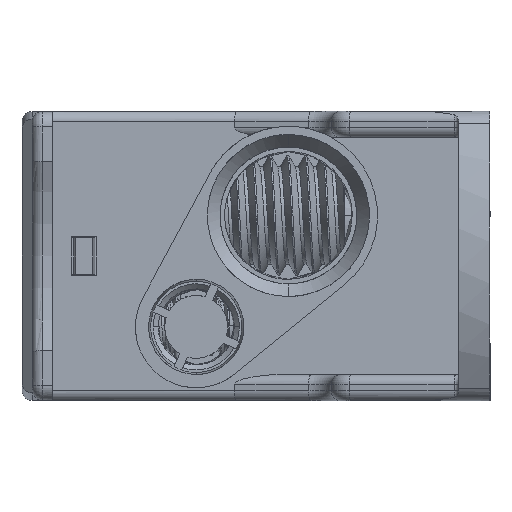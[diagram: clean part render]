
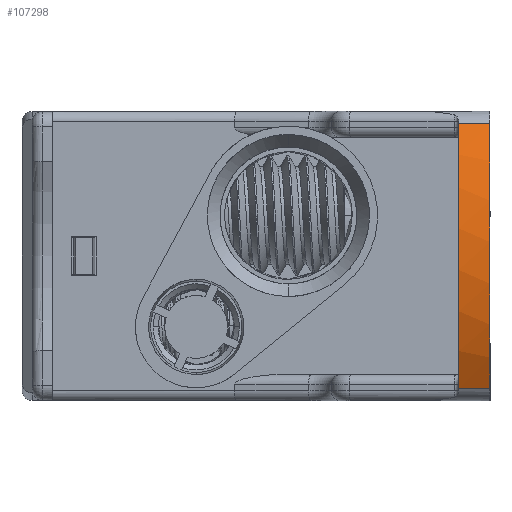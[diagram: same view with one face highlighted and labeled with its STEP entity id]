
A CAD part, left-side view. The second image highlights one B-rep face of the part: STEP entity #107298.
In plain terms, the highlighted cylindrical face has radius 25.65 mm (diameter 51.3 mm), a partial arc.
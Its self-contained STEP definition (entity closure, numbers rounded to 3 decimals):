
#8330 = CARTESIAN_POINT ( 'NONE',  ( -145.88, -25.538, -136.339 ) ) ;
#8695 = ORIENTED_EDGE ( 'NONE', *, *, #132796, .F. ) ;
#9361 = ORIENTED_EDGE ( 'NONE', *, *, #74672, .F. ) ;
#9902 = CARTESIAN_POINT ( 'NONE',  ( -146.395, -25.538, -135.319 ) ) ;
#19427 = FACE_OUTER_BOUND ( 'NONE', #59911, .T. ) ;
#19600 = CARTESIAN_POINT ( 'NONE',  ( -148.269, -25.538, -118.576 ) ) ;
#20219 = DIRECTION ( 'NONE',  ( 0., 0., 1. ) ) ;
#23879 = CARTESIAN_POINT ( 'NONE',  ( -145.296, -25.538, -111.176 ) ) ;
#25853 = CARTESIAN_POINT ( 'NONE',  ( -145.296, -28.638, -111.176 ) ) ;
#27420 = CARTESIAN_POINT ( 'NONE',  ( -145.296, -28.638, -137.324 ) ) ;
#29042 = B_SPLINE_CURVE_WITH_KNOTS ( 'NONE', 3,
 ( #68487, #8330, #9902, #107699, #156587, #130211, #69286, #143780, #129416, #80501, #93296, #155811, #19600, #118184, #46014, #57226, #33987, #106134 ),
 .UNSPECIFIED., .F., .F.,
 ( 4, 2, 2, 2, 2, 2, 2, 2, 4 ),
 ( 0., 0.125, 0.25, 0.375, 0.5, 0.625, 0.75, 0.875, 1. ),
 .UNSPECIFIED. ) ;
#31457 = DIRECTION ( 'NONE',  ( 0., 1., 0. ) ) ;
#33987 = CARTESIAN_POINT ( 'NONE',  ( -145.88, -25.538, -112.161 ) ) ;
#34329 = CARTESIAN_POINT ( 'NONE',  ( -145.296, -26.572, -111.176 ) ) ;
#39919 = CARTESIAN_POINT ( 'NONE',  ( -145.296, -28.638, -137.324 ) ) ;
#40694 = CARTESIAN_POINT ( 'NONE',  ( -148.574, -28.638, -128.811 ) ) ;
#43045 = B_SPLINE_CURVE_WITH_KNOTS ( 'NONE', 3,
 ( #23879, #34329, #60710, #83990 ),
 .UNSPECIFIED., .F., .F.,
 ( 4, 4 ),
 ( 0., 1. ),
 .UNSPECIFIED. ) ;
#46014 = CARTESIAN_POINT ( 'NONE',  ( -147.289, -25.538, -115.288 ) ) ;
#51573 = B_SPLINE_CURVE_WITH_KNOTS ( 'NONE', 3,
 ( #64733, #149721, #124919, #52714, #86451, #101606, #40694, #63946, #89576, #39919 ),
 .UNSPECIFIED., .F., .F.,
 ( 4, 2, 2, 2, 4 ),
 ( 0., 0.25, 0.5, 0.75, 1. ),
 .UNSPECIFIED. ) ;
#52714 = CARTESIAN_POINT ( 'NONE',  ( -148.575, -28.638, -119.689 ) ) ;
#57226 = CARTESIAN_POINT ( 'NONE',  ( -146.395, -25.538, -113.18 ) ) ;
#58792 = CARTESIAN_POINT ( 'NONE',  ( -145.296, -25.538, -137.324 ) ) ;
#59911 = EDGE_LOOP ( 'NONE', ( #158455, #9361, #8695, #81193 ) ) ;
#60710 = CARTESIAN_POINT ( 'NONE',  ( -145.296, -27.605, -111.176 ) ) ;
#63946 = CARTESIAN_POINT ( 'NONE',  ( -147.359, -28.638, -133.246 ) ) ;
#64733 = CARTESIAN_POINT ( 'NONE',  ( -145.296, -28.638, -111.176 ) ) ;
#66152 = VERTEX_POINT ( 'NONE', #139458 ) ;
#68487 = CARTESIAN_POINT ( 'NONE',  ( -145.296, -25.538, -137.324 ) ) ;
#69286 = CARTESIAN_POINT ( 'NONE',  ( -148.497, -25.538, -128.804 ) ) ;
#74672 = EDGE_CURVE ( 'NONE', #104321, #66152, #129638, .T. ) ;
#75235 = AXIS2_PLACEMENT_3D ( 'NONE', #106757, #31457, #20219 ) ;
#80501 = CARTESIAN_POINT ( 'NONE',  ( -148.879, -25.538, -123.105 ) ) ;
#81193 = ORIENTED_EDGE ( 'NONE', *, *, #147957, .F. ) ;
#83990 = CARTESIAN_POINT ( 'NONE',  ( -145.296, -28.638, -111.176 ) ) ;
#86451 = CARTESIAN_POINT ( 'NONE',  ( -148.879, -28.638, -121.951 ) ) ;
#87833 = CARTESIAN_POINT ( 'NONE',  ( -145.296, -25.538, -111.176 ) ) ;
#89576 = CARTESIAN_POINT ( 'NONE',  ( -146.469, -28.638, -135.344 ) ) ;
#92988 = VERTEX_POINT ( 'NONE', #87833 ) ;
#93296 = CARTESIAN_POINT ( 'NONE',  ( -148.802, -25.538, -121.965 ) ) ;
#97349 = EDGE_CURVE ( 'NONE', #66152, #92988, #29042, .T. ) ;
#101606 = CARTESIAN_POINT ( 'NONE',  ( -148.879, -28.638, -126.549 ) ) ;
#104290 = VERTEX_POINT ( 'NONE', #25853 ) ;
#104321 = VERTEX_POINT ( 'NONE', #27420 ) ;
#106134 = CARTESIAN_POINT ( 'NONE',  ( -145.296, -25.538, -111.176 ) ) ;
#106757 = CARTESIAN_POINT ( 'NONE',  ( -123.229, -28.948, -124.25 ) ) ;
#107298 = ADVANCED_FACE ( 'NONE', ( #19427 ), #154072, .T. ) ;
#107699 = CARTESIAN_POINT ( 'NONE',  ( -147.289, -25.538, -133.212 ) ) ;
#109294 = CARTESIAN_POINT ( 'NONE',  ( -145.296, -28.638, -137.324 ) ) ;
#110891 = CARTESIAN_POINT ( 'NONE',  ( -145.296, -26.572, -137.324 ) ) ;
#118184 = CARTESIAN_POINT ( 'NONE',  ( -147.664, -25.538, -116.368 ) ) ;
#124919 = CARTESIAN_POINT ( 'NONE',  ( -147.359, -28.638, -115.254 ) ) ;
#129416 = CARTESIAN_POINT ( 'NONE',  ( -148.879, -25.538, -125.395 ) ) ;
#129638 = B_SPLINE_CURVE_WITH_KNOTS ( 'NONE', 3,
 ( #109294, #144565, #110891, #58792 ),
 .UNSPECIFIED., .F., .F.,
 ( 4, 4 ),
 ( 0., 1. ),
 .UNSPECIFIED. ) ;
#130211 = CARTESIAN_POINT ( 'NONE',  ( -148.269, -25.538, -129.924 ) ) ;
#132796 = EDGE_CURVE ( 'NONE', #104290, #104321, #51573, .T. ) ;
#139458 = CARTESIAN_POINT ( 'NONE',  ( -145.296, -25.538, -137.324 ) ) ;
#143780 = CARTESIAN_POINT ( 'NONE',  ( -148.802, -25.538, -126.535 ) ) ;
#144565 = CARTESIAN_POINT ( 'NONE',  ( -145.296, -27.605, -137.324 ) ) ;
#147957 = EDGE_CURVE ( 'NONE', #92988, #104290, #43045, .T. ) ;
#149721 = CARTESIAN_POINT ( 'NONE',  ( -146.469, -28.638, -113.155 ) ) ;
#154072 = CYLINDRICAL_SURFACE ( 'NONE', #75235, 25.65 ) ;
#155811 = CARTESIAN_POINT ( 'NONE',  ( -148.497, -25.538, -119.696 ) ) ;
#156587 = CARTESIAN_POINT ( 'NONE',  ( -147.664, -25.538, -132.132 ) ) ;
#158455 = ORIENTED_EDGE ( 'NONE', *, *, #97349, .F. ) ;
